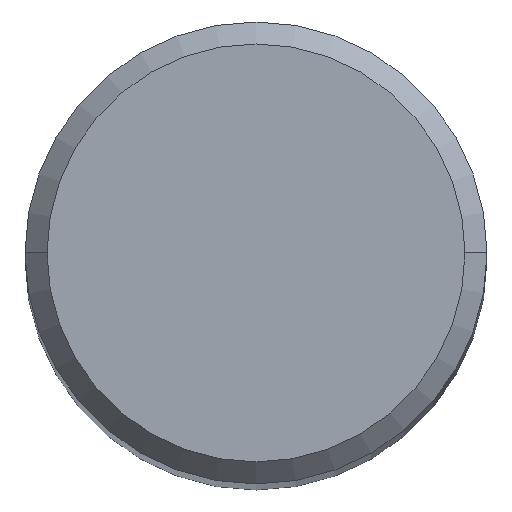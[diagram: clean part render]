
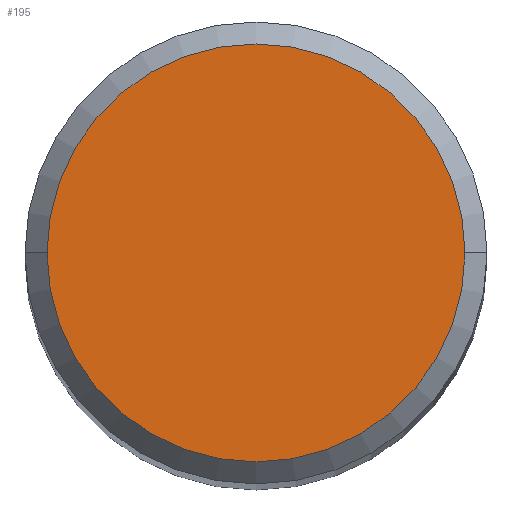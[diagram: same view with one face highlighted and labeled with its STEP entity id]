
A CAD part, top view. The second image highlights one B-rep face of the part: STEP entity #195.
In plain terms, the highlighted planar face has unit normal (0, 0, 1).
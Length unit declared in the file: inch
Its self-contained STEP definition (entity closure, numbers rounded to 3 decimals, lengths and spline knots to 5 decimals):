
#14 = CIRCLE ( 'NONE', #23, 0.14248 ) ;
#23 = AXIS2_PLACEMENT_3D ( 'NONE', #65, #141, #263 ) ;
#27 = AXIS2_PLACEMENT_3D ( 'NONE', #310, #209, #161 ) ;
#65 = CARTESIAN_POINT ( 'NONE',  ( 0., 0., 2.48032 ) ) ;
#66 = VERTEX_POINT ( 'NONE', #118 ) ;
#118 = CARTESIAN_POINT ( 'NONE',  ( -0.14248, 0., 2.48032 ) ) ;
#131 = DIRECTION ( 'NONE',  ( 1., 0., 0. ) ) ;
#132 = EDGE_CURVE ( 'NONE', #147, #66, #258, .T. ) ;
#134 = ORIENTED_EDGE ( 'NONE', *, *, #132, .T. ) ;
#141 = DIRECTION ( 'NONE',  ( 0., 0., 1. ) ) ;
#147 = VERTEX_POINT ( 'NONE', #285 ) ;
#153 = EDGE_CURVE ( 'NONE', #66, #147, #14, .T. ) ;
#161 = DIRECTION ( 'NONE',  ( 1., 0., 0. ) ) ;
#170 = DIRECTION ( 'NONE',  ( 0., 0., 1. ) ) ;
#194 = PLANE ( 'NONE',  #249 ) ;
#195 = ADVANCED_FACE ( 'NONE', ( #319 ), #194, .T. ) ;
#209 = DIRECTION ( 'NONE',  ( 0., 0., 1. ) ) ;
#211 = EDGE_LOOP ( 'NONE', ( #237, #134 ) ) ;
#237 = ORIENTED_EDGE ( 'NONE', *, *, #153, .T. ) ;
#249 = AXIS2_PLACEMENT_3D ( 'NONE', #288, #170, #131 ) ;
#258 = CIRCLE ( 'NONE', #27, 0.14248 ) ;
#263 = DIRECTION ( 'NONE',  ( 1., 0., 0. ) ) ;
#285 = CARTESIAN_POINT ( 'NONE',  ( 0.14248, 0., 2.48032 ) ) ;
#288 = CARTESIAN_POINT ( 'NONE',  ( 0., 0., 2.48032 ) ) ;
#310 = CARTESIAN_POINT ( 'NONE',  ( 0., 0., 2.48032 ) ) ;
#319 = FACE_OUTER_BOUND ( 'NONE', #211, .T. ) ;
